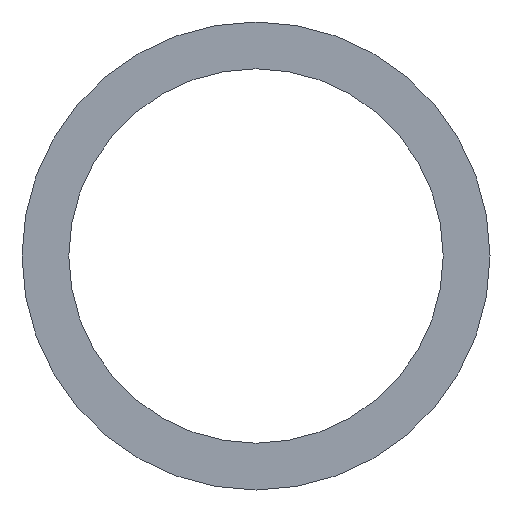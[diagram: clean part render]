
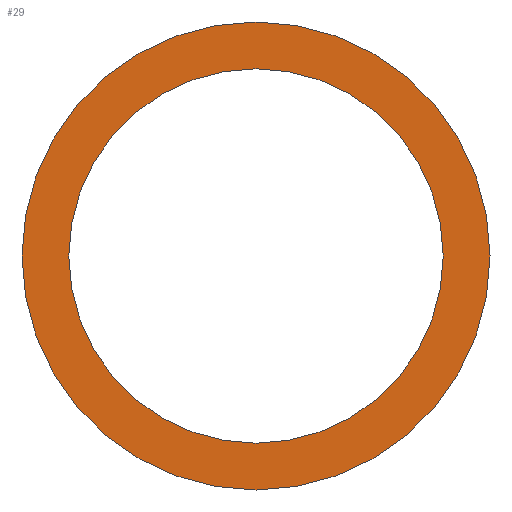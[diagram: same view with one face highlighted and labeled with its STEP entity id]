
A CAD part, front view. The second image highlights one B-rep face of the part: STEP entity #29.
In plain terms, the highlighted planar face has unit normal (0, -1, 0).
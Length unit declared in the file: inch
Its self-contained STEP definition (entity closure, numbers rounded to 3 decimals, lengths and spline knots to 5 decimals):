
#13 = FACE_OUTER_BOUND ( 'NONE', #229, .T. ) ;
#16 = EDGE_CURVE ( 'NONE', #184, #122, #159, .T. ) ;
#21 = PLANE ( 'NONE',  #133 ) ;
#24 = DIRECTION ( 'NONE',  ( 0., 1., 0. ) ) ;
#25 = CARTESIAN_POINT ( 'NONE',  ( 0., 0., -0.1875 ) ) ;
#29 = ADVANCED_FACE ( 'NONE', ( #13, #115 ), #21, .F. ) ;
#34 = ORIENTED_EDGE ( 'NONE', *, *, #16, .F. ) ;
#40 = VERTEX_POINT ( 'NONE', #157 ) ;
#47 = CARTESIAN_POINT ( 'NONE',  ( 0., 0., 0. ) ) ;
#51 = ORIENTED_EDGE ( 'NONE', *, *, #81, .T. ) ;
#57 = CIRCLE ( 'NONE', #95, 0.1875 ) ;
#61 = CARTESIAN_POINT ( 'NONE',  ( 0., 0., 0. ) ) ;
#63 = AXIS2_PLACEMENT_3D ( 'NONE', #47, #183, #64 ) ;
#64 = DIRECTION ( 'NONE',  ( 0., 0., 1. ) ) ;
#72 = EDGE_CURVE ( 'NONE', #122, #184, #57, .T. ) ;
#80 = DIRECTION ( 'NONE',  ( 0., 1., 0. ) ) ;
#81 = EDGE_CURVE ( 'NONE', #40, #134, #206, .T. ) ;
#83 = DIRECTION ( 'NONE',  ( 0., 1., 0. ) ) ;
#95 = AXIS2_PLACEMENT_3D ( 'NONE', #198, #83, #216 ) ;
#97 = ORIENTED_EDGE ( 'NONE', *, *, #72, .F. ) ;
#104 = DIRECTION ( 'NONE',  ( 0., 1., 0. ) ) ;
#107 = AXIS2_PLACEMENT_3D ( 'NONE', #146, #24, #161 ) ;
#114 = EDGE_CURVE ( 'NONE', #134, #40, #173, .T. ) ;
#115 = FACE_BOUND ( 'NONE', #138, .T. ) ;
#122 = VERTEX_POINT ( 'NONE', #25 ) ;
#124 = CARTESIAN_POINT ( 'NONE',  ( 0., 0., 0.1875 ) ) ;
#125 = ORIENTED_EDGE ( 'NONE', *, *, #114, .T. ) ;
#133 = AXIS2_PLACEMENT_3D ( 'NONE', #61, #104, #236 ) ;
#134 = VERTEX_POINT ( 'NONE', #162 ) ;
#138 = EDGE_LOOP ( 'NONE', ( #125, #51 ) ) ;
#142 = AXIS2_PLACEMENT_3D ( 'NONE', #197, #80, #213 ) ;
#146 = CARTESIAN_POINT ( 'NONE',  ( 0., 0., 0. ) ) ;
#157 = CARTESIAN_POINT ( 'NONE',  ( 0., 0., 0.15 ) ) ;
#159 = CIRCLE ( 'NONE', #142, 0.1875 ) ;
#161 = DIRECTION ( 'NONE',  ( 0., 0., 1. ) ) ;
#162 = CARTESIAN_POINT ( 'NONE',  ( 0., 0., -0.15 ) ) ;
#173 = CIRCLE ( 'NONE', #63, 0.15 ) ;
#183 = DIRECTION ( 'NONE',  ( 0., 1., 0. ) ) ;
#184 = VERTEX_POINT ( 'NONE', #124 ) ;
#197 = CARTESIAN_POINT ( 'NONE',  ( 0., 0., 0. ) ) ;
#198 = CARTESIAN_POINT ( 'NONE',  ( 0., 0., 0. ) ) ;
#206 = CIRCLE ( 'NONE', #107, 0.15 ) ;
#213 = DIRECTION ( 'NONE',  ( 0., 0., 1. ) ) ;
#216 = DIRECTION ( 'NONE',  ( 0., 0., 1. ) ) ;
#229 = EDGE_LOOP ( 'NONE', ( #97, #34 ) ) ;
#236 = DIRECTION ( 'NONE',  ( 0., 0., 1. ) ) ;
